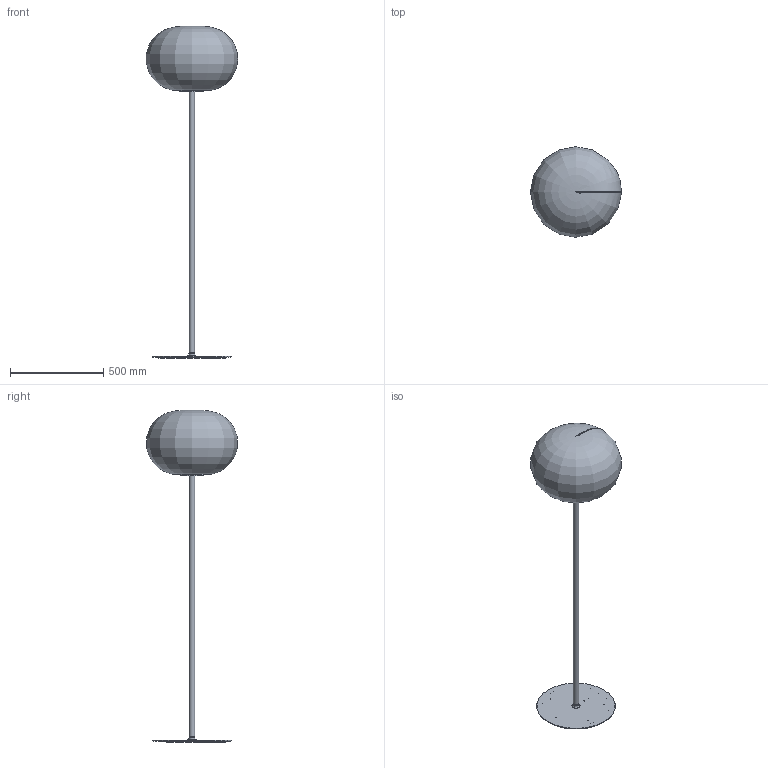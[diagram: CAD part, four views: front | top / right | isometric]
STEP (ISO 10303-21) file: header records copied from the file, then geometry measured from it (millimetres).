
FILE_DESCRIPTION(/* description */ (''),/* implementation_level */ '2;1');
FILE_NAME(/* name */ 'F430930150BINE.stp',/* time_stamp */ '2020-01-14T14:47:56+01:00',/* author */ ('sghezzi'),/* organization */ (''),/* preprocessor_version */ 'ST-DEVELOPER v17.2',/* originating_system */ 'Autodesk Inventor 2019',/* authorisation */ '');
FILE_SCHEMA (('AUTOMOTIVE_DESIGN { 1 0 10303 214 3 1 1 }'));
Length unit declared in the file: millimetre
Products named in the file (26): 4309-1_LAMP_TERRA_BIANCA_D490_L1800; M4309-1_MONTATURA_TERRA_BIANCA_D490_L1800; 007430635_GHIERA MONTATURA SOSP BIANCA D490; 007430634_GHIERA MONTATURA BIANCA D490; 007430620; 006080911; AS 1969 - M10; ISO 8675 - M10 x 1; 005333900_PL_E27_CERAMICO+TER_ ARTP 113T; DIN 7991 - M3x10; TIGE M10x1 L=1559 LAMATURA; COPERCHIO ATTACCO BIANCA D490; STELO D30 L=1518 TERRA BIANCA D490; RACCORDO STELO-BASE BIANCA D490; 063015001; 006600068; BASE BIANCA D490; UNI 5931 - M 4 x  10; CONTRAPPESO BASE BIANCA D490; 003430900_FELTRO SOTTOBASE TERRA BIANCA D300; V4306-1_VETRO_BIANCA_D490; 007430640_GHIERA VETRO BIANCA D490; 002430607_VETRO_BIANCA_480; 007430650_LINGUETTA VETRO BIANCA D490; ISO 7045 - M3 x 20 - 4.8 - H; 003430620_GOMMINO PER LINGUETTA BIANCA D490
Assembly tree (37 placements, depth 4):
  4309-1_LAMP_TERRA_BIANCA_D490_L1800
    M4309-1_MONTATURA_TERRA_BIANCA_D490_L1800
      007430635_GHIERA MONTATURA SOSP BIANCA D490
        007430634_GHIERA MONTATURA BIANCA D490
      007430620
      006080911
      AS 1969 - M10
      ISO 8675 - M10 x 1
      005333900_PL_E27_CERAMICO+TER_ ARTP 113T
      DIN 7991 - M3x10  x3
      TIGE M10x1 L=1559 LAMATURA
      063015001  x2
      006600068  x2
      COPERCHIO ATTACCO BIANCA D490
      STELO D30 L=1518 TERRA BIANCA D490
      RACCORDO STELO-BASE BIANCA D490
      BASE BIANCA D490
      UNI 5931 - M 4 x  10  x3
      CONTRAPPESO BASE BIANCA D490
      003430900_FELTRO SOTTOBASE TERRA BIANCA D300
    V4306-1_VETRO_BIANCA_D490
      007430640_GHIERA VETRO BIANCA D490
      002430607_VETRO_BIANCA_480
      007430650_LINGUETTA VETRO BIANCA D490  x3
      ISO 7045 - M3 x 20 - 4.8 - H  x3
      003430620_GOMMINO PER LINGUETTA BIANCA D490  x3
Bounding box: 487.88 x 485.76 x 1776.8 mm (x, y, z)
Volume: 5186731.6 mm3; surface area: 2407699.5 mm2
Topology: 34 solids, 34 shells, 1061 faces, 2821 edges, 1858 vertices
Faces by surface type: plane 506, cylinder 268, cone 168, bspline 65, torus 27, sphere 27
Full cylindrical faces by diameter (mm): 2.3 x2, 2.459 x3, 2.5 x8, 2.729 x3, 3 x6, 3.2 x7, 3.5 x8, 4 x3, 4.5 x3, 5 x5, 6 x3, 7 x4, 8 x1, 8.8 x1, 8.917 x1, 8.92 x1, 10.5 x1, 11 x1, 11.92 x2, 13 x1, 24 x1, 26.5 x1, 27 x1, 30 x1, 30.5 x1, 35 x1, 44 x1, 47 x1, 72 x1, 80 x2
Entity records: 31664 total; most frequent: CARTESIAN_POINT 12775, ORIENTED_EDGE 3838, DIRECTION 3786, EDGE_CURVE 1919, AXIS2_PLACEMENT_3D 1570, VERTEX_POINT 1278, EDGE_LOOP 813, CIRCLE 753
